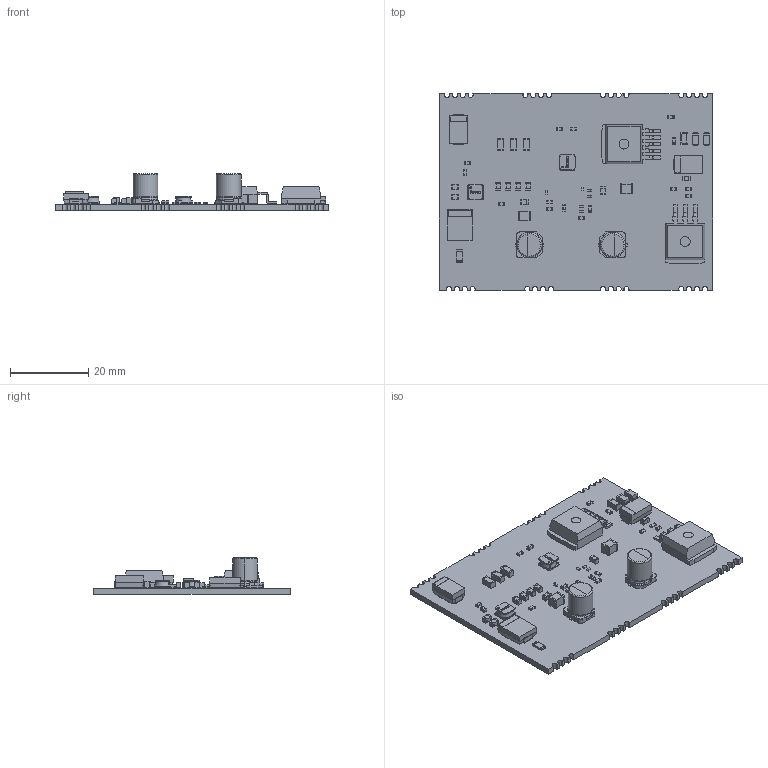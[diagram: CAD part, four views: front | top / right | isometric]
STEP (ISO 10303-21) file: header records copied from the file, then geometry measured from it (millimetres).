
FILE_DESCRIPTION(('KiCad electronic assembly'),'2;1');
FILE_NAME('POWER.step','2024-09-09T14:55:22',('Pcbnew'),('Kicad'), 'Open CASCADE STEP processor 7.7','KiCad to STEP converter','Unknown' );
FILE_SCHEMA(('AUTOMOTIVE_DESIGN { 1 0 10303 214 1 1 1 1 }'));
Length unit declared in the file: millimetre
Products named in the file (32): POWER 1; R_0603_1608Metric; R_0402_1005Metric; C_1206_3216Metric; C_0805_2012Metric; C_1210_3225Metric; 6.3 SIZE CODE D8; •W�€•iƒ³6.3 SIZE CODE D8; SMDJSeries_LTF; part; C_0603_1608Metric; TAJA476K006RNJ; TAJA106K006SNJ; TAJD_AVX; TO-263-5_TabPin6; CQ assembly; Fuse_1206_3216Metric; L_Wurth_WE-LQSH-4020; C_0402_1005Metric; TO-263-3_TabPin4; POWER PCB
Assembly tree (64 placements, depth 3):
  POWER 1
    R_0603_1608Metric  x11
      R_0603_1608Metric
    R_0402_1005Metric  x5
      R_0402_1005Metric
    C_1206_3216Metric  x4
      C_1206_3216Metric
    C_0805_2012Metric  x9
      C_0805_2012Metric
    C_1210_3225Metric  x2
      C_1210_3225Metric
    6.3 SIZE CODE D8  x2
      •W�€•iƒ³6.3 SIZE CODE D8
    SMDJSeries_LTF
      part
    C_0603_1608Metric  x4
      C_0603_1608Metric
    TAJA476K006RNJ  x2
      TAJA106K006SNJ
    TAJD_AVX  x2
      part
    TO-263-5_TabPin6
      CQ assembly
    Fuse_1206_3216Metric
      Fuse_1206_3216Metric
    L_Wurth_WE-LQSH-4020  x2
      L_Wurth_WE-LQSH-4020
    C_0402_1005Metric
      C_0402_1005Metric
    TO-263-3_TabPin4
      CQ assembly
    POWER PCB
Bounding box: 69.75 x 50 x 9.35 mm (x, y, z)
Volume: 7466.9 mm3; surface area: 10519.2 mm2
Topology: 90 solids, 90 shells, 2064 faces, 5296 edges, 3474 vertices
Faces by surface type: plane 1436, cylinder 576, bspline 26, torus 18, sphere 8
Full cylindrical faces by diameter (mm): 0.1 x8, 0.4 x2, 2 x4, 2.5 x2
Entity records: 65193 total; most frequent: CARTESIAN_POINT 13941, DIRECTION 9133, LINE 6009, VECTOR 6009, ORIENTED_EDGE 4810, PCURVE 4810, DEFINITIONAL_REPRESENTATION 4810, EDGE_CURVE 2405
